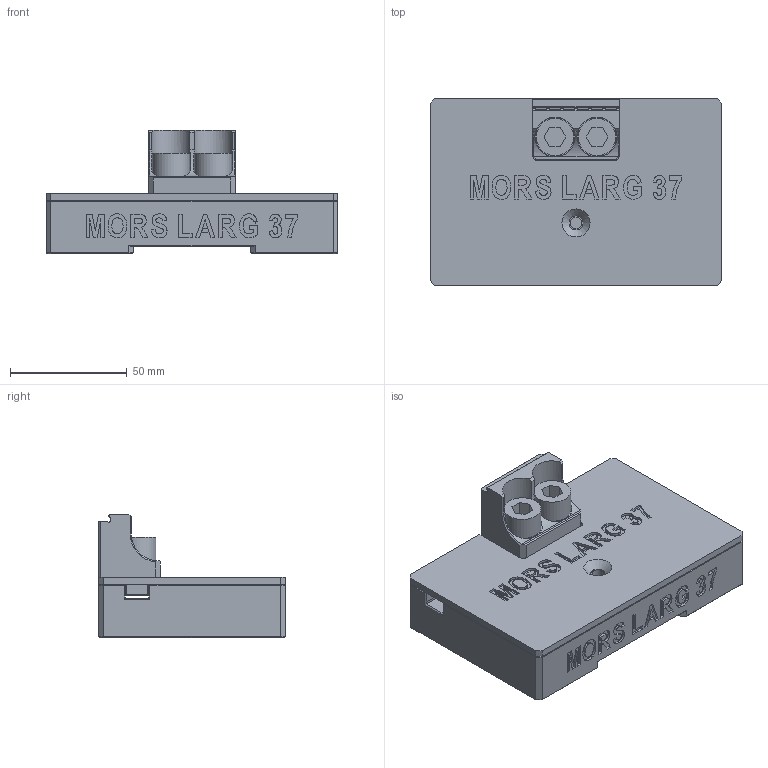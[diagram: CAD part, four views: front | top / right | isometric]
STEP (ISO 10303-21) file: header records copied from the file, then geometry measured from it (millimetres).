
FILE_DESCRIPTION((''),'2;1');
FILE_NAME('TEMP.stp','2019-04-10T15:13:26',(''),(''),'STEP Write','Mastercam 2019 ... CNC Software, Inc.','');
FILE_SCHEMA(('CONFIG_CONTROL_DESIGN'));
Length unit declared in the file: millimetre
Bounding box: 125 x 80 x 53 mm (x, y, z)
Volume: 223108.5 mm3; surface area: 51290.9 mm2
Topology: 1 solids, 1 shells, 647 faces, 1800 edges, 1154 vertices
Faces by surface type: plane 461, bspline 124, cylinder 46, cone 16
Full cylindrical faces by diameter (mm): 5 x1, 8.5 x6, 10.2 x2, 16 x2, 17 x2
Entity records: 21449 total; most frequent: CARTESIAN_POINT 5829, ORIENTED_EDGE 3564, DIRECTION 2595, EDGE_CURVE 1782, VECTOR 1363, LINE 1363, VERTEX_POINT 1150, EDGE_LOOP 708
